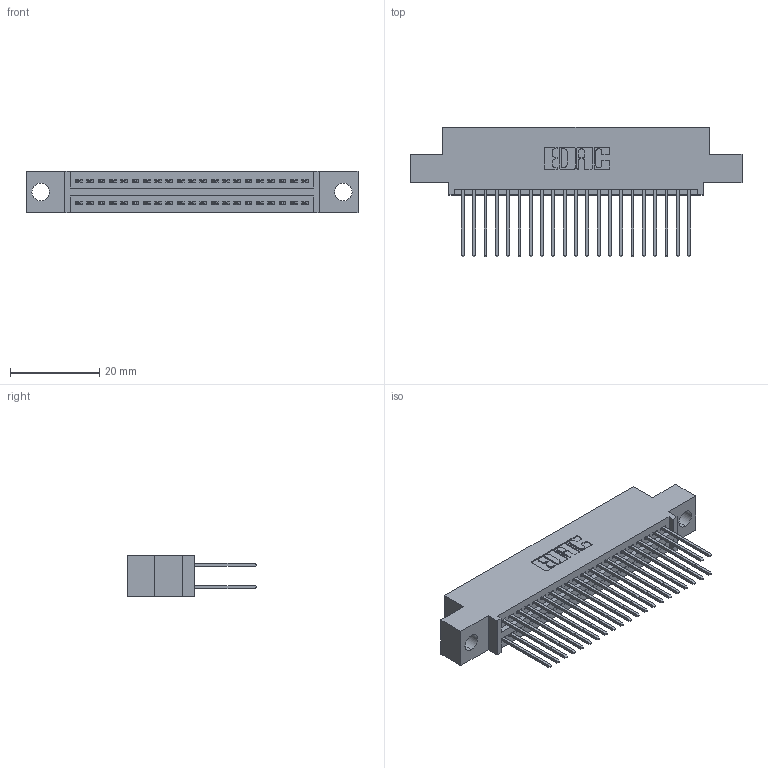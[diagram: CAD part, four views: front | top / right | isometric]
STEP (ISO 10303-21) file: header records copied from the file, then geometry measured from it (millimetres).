
FILE_DESCRIPTION (( 'STEP AP203' ), '1' );
FILE_NAME ('345-042-540-504.STEP', '2018-09-07T20:02:35', ( '' ), ( '' ), 'SwSTEP 2.0', 'SolidWorks 2016', '' );
FILE_SCHEMA (( 'CONFIG_CONTROL_DESIGN' ));
Length unit declared in the file: inch
Products named in the file (3): 345-292-001_345-293-140; 345-042-540-504; 345 Part_0.110 Offset - 0.156 Dia-TH
Assembly tree (43 placements, depth 2):
  345-042-540-504
    345 Part_0.110 Offset - 0.156 Dia-TH
    345-292-001_345-293-140  x42
Bounding box: 74.55 x 29.13 x 9.4 mm (x, y, z)
Volume: 7044.8 mm3; surface area: 10653.4 mm2
Topology: 43 solids, 43 shells, 2230 faces, 6611 edges, 4350 vertices
Faces by surface type: plane 1470, cylinder 760
Entity records: 19457 total; most frequent: CARTESIAN_POINT 3284, ORIENTED_EDGE 3218, DIRECTION 2921, EDGE_CURVE 1609, LINE 1393, VECTOR 1393, VERTEX_POINT 1070, AXIS2_PLACEMENT_3D 764
